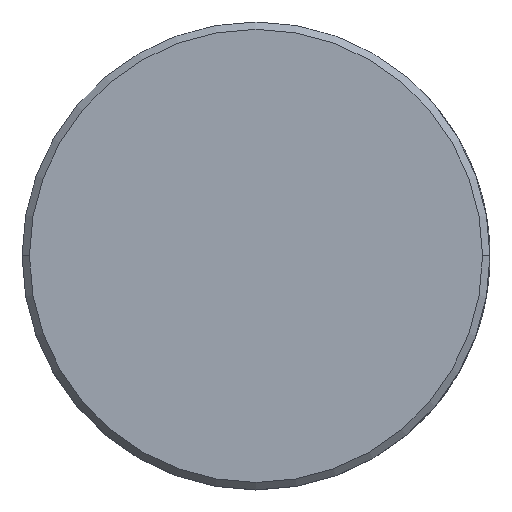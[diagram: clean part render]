
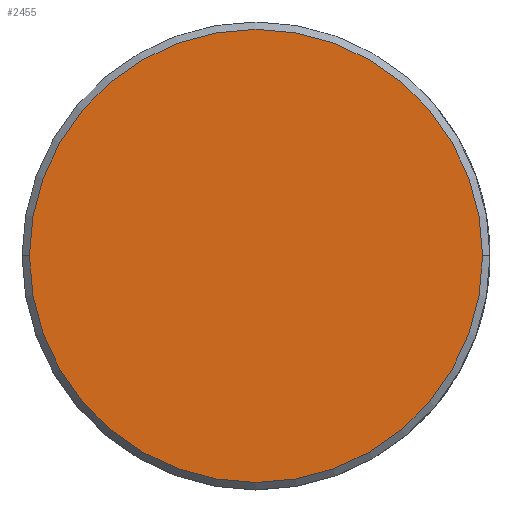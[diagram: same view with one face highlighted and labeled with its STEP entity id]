
A CAD part, top view. The second image highlights one B-rep face of the part: STEP entity #2455.
In plain terms, the highlighted planar face has unit normal (0, 0, 1).
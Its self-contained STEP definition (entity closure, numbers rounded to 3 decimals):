
#52 = PLANE ( 'NONE',  #1100 ) ;
#325 = DIRECTION ( 'NONE',  ( 1., 0., 0. ) ) ;
#355 = CIRCLE ( 'NONE', #986, 6.15 ) ;
#365 = EDGE_LOOP ( 'NONE', ( #1440, #2482 ) ) ;
#433 = DIRECTION ( 'NONE',  ( 1., 0., 0. ) ) ;
#552 = DIRECTION ( 'NONE',  ( 1., 0., 0. ) ) ;
#986 = AXIS2_PLACEMENT_3D ( 'NONE', #1488, #2109, #325 ) ;
#1100 = AXIS2_PLACEMENT_3D ( 'NONE', #1605, #2237, #433 ) ;
#1129 = VERTEX_POINT ( 'NONE', #1946 ) ;
#1145 = FACE_OUTER_BOUND ( 'NONE', #365, .T. ) ;
#1212 = VERTEX_POINT ( 'NONE', #1778 ) ;
#1440 = ORIENTED_EDGE ( 'NONE', *, *, #1763, .T. ) ;
#1488 = CARTESIAN_POINT ( 'NONE',  ( 0., 0., 1.5 ) ) ;
#1605 = CARTESIAN_POINT ( 'NONE',  ( 0., 0., 1.5 ) ) ;
#1763 = EDGE_CURVE ( 'NONE', #1129, #1212, #355, .T. ) ;
#1778 = CARTESIAN_POINT ( 'NONE',  ( 6.15, 0., 1.5 ) ) ;
#1783 = AXIS2_PLACEMENT_3D ( 'NONE', #1937, #2357, #552 ) ;
#1791 = EDGE_CURVE ( 'NONE', #1212, #1129, #1795, .T. ) ;
#1795 = CIRCLE ( 'NONE', #1783, 6.15 ) ;
#1937 = CARTESIAN_POINT ( 'NONE',  ( 0., 0., 1.5 ) ) ;
#1946 = CARTESIAN_POINT ( 'NONE',  ( -6.15, 0., 1.5 ) ) ;
#2109 = DIRECTION ( 'NONE',  ( 0., 0., 1. ) ) ;
#2237 = DIRECTION ( 'NONE',  ( 0., 0., 1. ) ) ;
#2357 = DIRECTION ( 'NONE',  ( 0., 0., 1. ) ) ;
#2455 = ADVANCED_FACE ( 'NONE', ( #1145 ), #52, .T. ) ;
#2482 = ORIENTED_EDGE ( 'NONE', *, *, #1791, .T. ) ;
